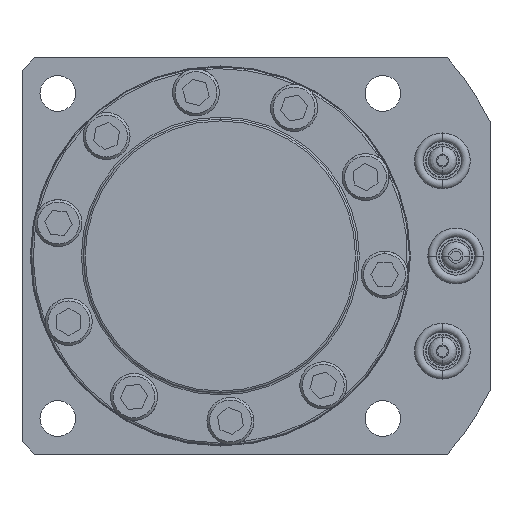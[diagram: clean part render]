
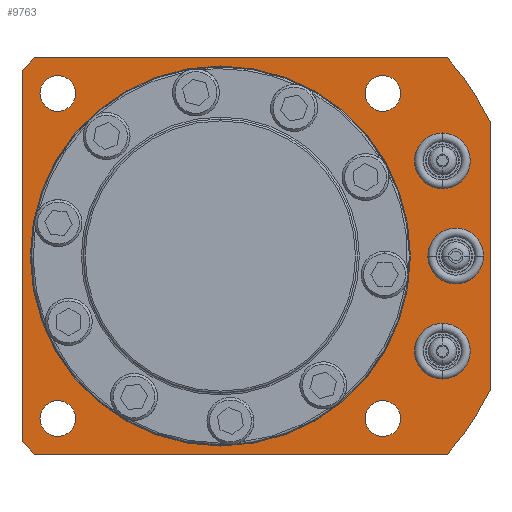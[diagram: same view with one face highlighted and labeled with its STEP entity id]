
A CAD part, front view. The second image highlights one B-rep face of the part: STEP entity #9763.
In plain terms, the highlighted planar face has unit normal (0, -1, 0).
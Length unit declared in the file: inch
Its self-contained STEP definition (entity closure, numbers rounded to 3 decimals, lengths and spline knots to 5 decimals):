
#452=CARTESIAN_POINT('',(1.281,0.,-1.281));
#453=DIRECTION('',(0.,-1.,0.));
#454=DIRECTION('',(0.,0.,-1.));
#455=AXIS2_PLACEMENT_3D('',#452,#453,#454);
#460=CARTESIAN_POINT('',(1.281,0.,-1.281));
#461=DIRECTION('',(0.,-1.,0.));
#462=DIRECTION('',(0.,0.,1.));
#463=AXIS2_PLACEMENT_3D('',#460,#461,#462);
#468=CARTESIAN_POINT('',(1.281,0.,1.281));
#469=DIRECTION('',(0.,-1.,0.));
#470=DIRECTION('',(0.,0.,-1.));
#471=AXIS2_PLACEMENT_3D('',#468,#469,#470);
#476=CARTESIAN_POINT('',(1.281,0.,1.281));
#477=DIRECTION('',(0.,-1.,0.));
#478=DIRECTION('',(0.,0.,1.));
#479=AXIS2_PLACEMENT_3D('',#476,#477,#478);
#484=CARTESIAN_POINT('',(-1.281,0.,1.281));
#485=DIRECTION('',(0.,-1.,0.));
#486=DIRECTION('',(0.,0.,-1.));
#487=AXIS2_PLACEMENT_3D('',#484,#485,#486);
#492=CARTESIAN_POINT('',(-1.281,0.,1.281));
#493=DIRECTION('',(0.,-1.,0.));
#494=DIRECTION('',(0.,0.,1.));
#495=AXIS2_PLACEMENT_3D('',#492,#493,#494);
#500=CARTESIAN_POINT('',(-1.281,0.,-1.281));
#501=DIRECTION('',(0.,-1.,0.));
#502=DIRECTION('',(0.,0.,-1.));
#503=AXIS2_PLACEMENT_3D('',#500,#501,#502);
#508=CARTESIAN_POINT('',(-1.281,0.,-1.281));
#509=DIRECTION('',(0.,-1.,0.));
#510=DIRECTION('',(0.,0.,1.));
#511=AXIS2_PLACEMENT_3D('',#508,#509,#510);
#516=CARTESIAN_POINT('',(1.75,0.,-0.75));
#517=DIRECTION('',(0.,-1.,0.));
#518=DIRECTION('',(-1.,0.,0.));
#519=AXIS2_PLACEMENT_3D('',#516,#517,#518);
#524=CARTESIAN_POINT('',(1.75,0.,-0.75));
#525=DIRECTION('',(0.,-1.,0.));
#526=DIRECTION('',(1.,0.,0.));
#527=AXIS2_PLACEMENT_3D('',#524,#525,#526);
#532=CARTESIAN_POINT('',(1.75,0.,0.75));
#533=DIRECTION('',(0.,1.,0.));
#534=DIRECTION('',(-1.,0.,0.));
#535=AXIS2_PLACEMENT_3D('',#532,#533,#534);
#540=CARTESIAN_POINT('',(1.75,0.,0.75));
#541=DIRECTION('',(0.,1.,0.));
#542=DIRECTION('',(1.,0.,0.));
#543=AXIS2_PLACEMENT_3D('',#540,#541,#542);
#548=CARTESIAN_POINT('',(1.855,0.,0.));
#549=DIRECTION('',(0.,-1.,0.));
#550=DIRECTION('',(-1.,0.,0.));
#551=AXIS2_PLACEMENT_3D('',#548,#549,#550);
#556=CARTESIAN_POINT('',(1.855,0.,0.));
#557=DIRECTION('',(0.,-1.,0.));
#558=DIRECTION('',(1.,0.,0.));
#559=AXIS2_PLACEMENT_3D('',#556,#557,#558);
#564=DIRECTION('',(0.707,0.,-0.707));
#565=VECTOR('',#564,0.14142);
#566=CARTESIAN_POINT('',(-1.563,0.,-1.4625));
#567=LINE('',#566,#565);
#571=DIRECTION('',(0.,0.,-1.));
#572=VECTOR('',#571,2.925);
#573=CARTESIAN_POINT('',(-1.563,0.,1.4625));
#574=LINE('',#573,#572);
#578=DIRECTION('',(-0.707,0.,-0.707));
#579=VECTOR('',#578,0.14142);
#580=CARTESIAN_POINT('',(-1.463,0.,1.5625));
#581=LINE('',#580,#579);
#585=DIRECTION('',(-1.,0.,0.));
#586=VECTOR('',#585,3.25164);
#587=CARTESIAN_POINT('',(1.78864,0.,1.5625));
#588=LINE('',#587,#586);
#592=DIRECTION('',(0.,0.,1.));
#593=VECTOR('',#592,2.12132);
#594=CARTESIAN_POINT('',(2.125,0.,-1.06066));
#595=LINE('',#594,#593);
#599=DIRECTION('',(1.,0.,0.));
#600=VECTOR('',#599,3.25164);
#601=CARTESIAN_POINT('',(-1.463,0.,-1.5625));
#602=LINE('',#601,#600);
#606=CARTESIAN_POINT('',(0.,0.,0.));
#607=DIRECTION('',(0.,1.,0.));
#608=DIRECTION('',(-1.,0.,0.));
#609=AXIS2_PLACEMENT_3D('',#606,#607,#608);
#614=CARTESIAN_POINT('',(0.,0.,0.));
#615=DIRECTION('',(0.,1.,0.));
#616=DIRECTION('',(1.,0.,0.));
#617=AXIS2_PLACEMENT_3D('',#614,#615,#616);
#3568=CARTESIAN_POINT('',(0.,0.,0.));
#3569=DIRECTION('',(0.,-1.,0.));
#3570=DIRECTION('',(0.753,0.,-0.658));
#3571=AXIS2_PLACEMENT_3D('',#3568,#3569,#3570);
#3598=CARTESIAN_POINT('',(0.,0.,0.));
#3599=DIRECTION('',(0.,-1.,0.));
#3600=DIRECTION('',(0.895,0.,0.447));
#3601=AXIS2_PLACEMENT_3D('',#3598,#3599,#3600);
#8140=CARTESIAN_POINT('',(2.125,0.,-1.06066));
#8141=CARTESIAN_POINT('',(2.125,0.,1.06066));
#8142=VERTEX_POINT('',#8140);
#8143=VERTEX_POINT('',#8141);
#8144=CARTESIAN_POINT('',(1.78864,0.,1.5625));
#8145=VERTEX_POINT('',#8144);
#8146=CARTESIAN_POINT('',(1.78864,0.,-1.5625));
#8147=VERTEX_POINT('',#8146);
#8156=CARTESIAN_POINT('',(1.281,0.,-1.4215));
#8157=CARTESIAN_POINT('',(1.281,0.,-1.1405));
#8158=VERTEX_POINT('',#8156);
#8159=VERTEX_POINT('',#8157);
#8160=CARTESIAN_POINT('',(1.281,0.,1.1405));
#8161=CARTESIAN_POINT('',(1.281,0.,1.4215));
#8162=VERTEX_POINT('',#8160);
#8163=VERTEX_POINT('',#8161);
#8164=CARTESIAN_POINT('',(-1.281,0.,1.1405));
#8165=CARTESIAN_POINT('',(-1.281,0.,1.4215));
#8166=VERTEX_POINT('',#8164);
#8167=VERTEX_POINT('',#8165);
#8168=CARTESIAN_POINT('',(-1.281,0.,-1.4215));
#8169=CARTESIAN_POINT('',(-1.281,0.,-1.1405));
#8170=VERTEX_POINT('',#8168);
#8171=VERTEX_POINT('',#8169);
#8262=CARTESIAN_POINT('',(1.5305,0.,-0.75));
#8263=CARTESIAN_POINT('',(1.9695,0.,-0.75));
#8264=VERTEX_POINT('',#8262);
#8265=VERTEX_POINT('',#8263);
#8280=CARTESIAN_POINT('',(1.5305,0.,0.75));
#8281=CARTESIAN_POINT('',(1.9695,0.,0.75));
#8282=VERTEX_POINT('',#8280);
#8283=VERTEX_POINT('',#8281);
#8292=CARTESIAN_POINT('',(-1.4975,0.,0.));
#8293=CARTESIAN_POINT('',(1.4975,0.,0.));
#8294=VERTEX_POINT('',#8292);
#8295=VERTEX_POINT('',#8293);
#8320=CARTESIAN_POINT('',(-1.563,0.,-1.4625));
#8321=VERTEX_POINT('',#8320);
#8322=CARTESIAN_POINT('',(-1.463,0.,-1.5625));
#8323=VERTEX_POINT('',#8322);
#8328=CARTESIAN_POINT('',(-1.463,0.,1.5625));
#8329=VERTEX_POINT('',#8328);
#8330=CARTESIAN_POINT('',(-1.563,0.,1.4625));
#8331=VERTEX_POINT('',#8330);
#8565=CARTESIAN_POINT('',(1.6355,0.,0.));
#8566=CARTESIAN_POINT('',(2.0745,0.,0.));
#8567=VERTEX_POINT('',#8565);
#8568=VERTEX_POINT('',#8566);
#9694=CARTESIAN_POINT('',(0.,0.,0.));
#9695=DIRECTION('',(0.,-1.,0.));
#9696=DIRECTION('',(-1.,0.,0.));
#9697=AXIS2_PLACEMENT_3D('',#9694,#9695,#9696);
#9698=PLANE('',#9697);
#9700=ORIENTED_EDGE('',*,*,#9699,.F.);
#9702=ORIENTED_EDGE('',*,*,#9701,.F.);
#9704=ORIENTED_EDGE('',*,*,#9703,.F.);
#9706=ORIENTED_EDGE('',*,*,#9705,.F.);
#9708=ORIENTED_EDGE('',*,*,#9707,.F.);
#9710=ORIENTED_EDGE('',*,*,#9709,.F.);
#9712=ORIENTED_EDGE('',*,*,#9711,.F.);
#9714=ORIENTED_EDGE('',*,*,#9713,.F.);
#9715=EDGE_LOOP('',(#9700,#9702,#9704,#9706,#9708,#9710,#9712,#9714));
#9716=FACE_OUTER_BOUND('',#9715,.F.);
#9718=ORIENTED_EDGE('',*,*,#9717,.T.);
#9720=ORIENTED_EDGE('',*,*,#9719,.T.);
#9721=EDGE_LOOP('',(#9718,#9720));
#9722=FACE_BOUND('',#9721,.F.);
#9724=ORIENTED_EDGE('',*,*,#9723,.T.);
#9726=ORIENTED_EDGE('',*,*,#9725,.T.);
#9727=EDGE_LOOP('',(#9724,#9726));
#9728=FACE_BOUND('',#9727,.F.);
#9730=ORIENTED_EDGE('',*,*,#9729,.T.);
#9732=ORIENTED_EDGE('',*,*,#9731,.T.);
#9733=EDGE_LOOP('',(#9730,#9732));
#9734=FACE_BOUND('',#9733,.F.);
#9736=ORIENTED_EDGE('',*,*,#9735,.T.);
#9738=ORIENTED_EDGE('',*,*,#9737,.T.);
#9739=EDGE_LOOP('',(#9736,#9738));
#9740=FACE_BOUND('',#9739,.F.);
#9741=ORIENTED_EDGE('',*,*,#9626,.T.);
#9742=ORIENTED_EDGE('',*,*,#9687,.T.);
#9743=EDGE_LOOP('',(#9741,#9742));
#9744=FACE_BOUND('',#9743,.F.);
#9746=ORIENTED_EDGE('',*,*,#9745,.F.);
#9748=ORIENTED_EDGE('',*,*,#9747,.F.);
#9749=EDGE_LOOP('',(#9746,#9748));
#9750=FACE_BOUND('',#9749,.F.);
#9752=ORIENTED_EDGE('',*,*,#9751,.T.);
#9754=ORIENTED_EDGE('',*,*,#9753,.T.);
#9755=EDGE_LOOP('',(#9752,#9754));
#9756=FACE_BOUND('',#9755,.F.);
#9758=ORIENTED_EDGE('',*,*,#9757,.F.);
#9760=ORIENTED_EDGE('',*,*,#9759,.F.);
#9761=EDGE_LOOP('',(#9758,#9760));
#9762=FACE_BOUND('',#9761,.F.);
#9763=ADVANCED_FACE('',(#9716,#9722,#9728,#9734,#9740,#9744,#9750,#9756,#9762),
#9698,.T.);
#456=CIRCLE('',#455,0.1405);
#464=CIRCLE('',#463,0.1405);
#472=CIRCLE('',#471,0.1405);
#480=CIRCLE('',#479,0.1405);
#488=CIRCLE('',#487,0.1405);
#496=CIRCLE('',#495,0.1405);
#504=CIRCLE('',#503,0.1405);
#512=CIRCLE('',#511,0.1405);
#520=CIRCLE('',#519,0.2195);
#528=CIRCLE('',#527,0.2195);
#536=CIRCLE('',#535,0.2195);
#544=CIRCLE('',#543,0.2195);
#552=CIRCLE('',#551,0.2195);
#560=CIRCLE('',#559,0.2195);
#610=CIRCLE('',#609,1.4975);
#618=CIRCLE('',#617,1.4975);
#3572=CIRCLE('',#3571,2.375);
#3602=CIRCLE('',#3601,2.375);
#9626=EDGE_CURVE('',#8264,#8265,#520,.T.);
#9687=EDGE_CURVE('',#8265,#8264,#528,.T.);
#9699=EDGE_CURVE('',#8321,#8323,#567,.T.);
#9701=EDGE_CURVE('',#8331,#8321,#574,.T.);
#9703=EDGE_CURVE('',#8329,#8331,#581,.T.);
#9705=EDGE_CURVE('',#8145,#8329,#588,.T.);
#9707=EDGE_CURVE('',#8143,#8145,#3602,.T.);
#9709=EDGE_CURVE('',#8142,#8143,#595,.T.);
#9711=EDGE_CURVE('',#8147,#8142,#3572,.T.);
#9713=EDGE_CURVE('',#8323,#8147,#602,.T.);
#9717=EDGE_CURVE('',#8158,#8159,#456,.T.);
#9719=EDGE_CURVE('',#8159,#8158,#464,.T.);
#9723=EDGE_CURVE('',#8162,#8163,#472,.T.);
#9725=EDGE_CURVE('',#8163,#8162,#480,.T.);
#9729=EDGE_CURVE('',#8166,#8167,#488,.T.);
#9731=EDGE_CURVE('',#8167,#8166,#496,.T.);
#9735=EDGE_CURVE('',#8170,#8171,#504,.T.);
#9737=EDGE_CURVE('',#8171,#8170,#512,.T.);
#9745=EDGE_CURVE('',#8282,#8283,#536,.T.);
#9747=EDGE_CURVE('',#8283,#8282,#544,.T.);
#9751=EDGE_CURVE('',#8567,#8568,#552,.T.);
#9753=EDGE_CURVE('',#8568,#8567,#560,.T.);
#9757=EDGE_CURVE('',#8294,#8295,#610,.T.);
#9759=EDGE_CURVE('',#8295,#8294,#618,.T.);
